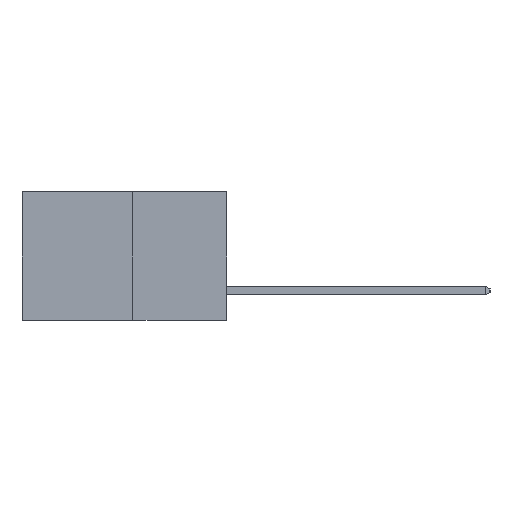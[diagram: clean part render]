
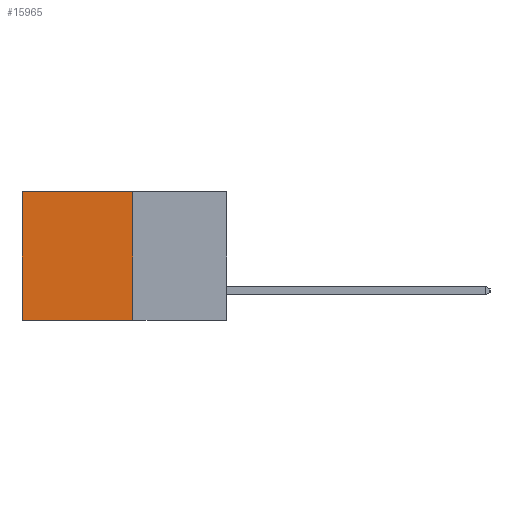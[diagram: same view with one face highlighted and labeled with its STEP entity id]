
A CAD part, left-side view. The second image highlights one B-rep face of the part: STEP entity #15965.
In plain terms, the highlighted planar face has unit normal (-1, 0, 0).
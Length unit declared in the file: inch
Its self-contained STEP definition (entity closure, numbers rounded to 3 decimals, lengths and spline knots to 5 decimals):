
#160 = DIRECTION ( 'NONE',  ( 0., 0., -1. ) ) ;
#523 = EDGE_CURVE ( 'NONE', #18615, #11668, #14811, .T. ) ;
#1111 = EDGE_LOOP ( 'NONE', ( #6325, #8043, #8169, #8332 ) ) ;
#1403 = AXIS2_PLACEMENT_3D ( 'NONE', #20549, #24267, #13121 ) ;
#1911 = CARTESIAN_POINT ( 'NONE',  ( 0.277, 0.27, -0.37 ) ) ;
#2168 = VERTEX_POINT ( 'NONE', #3117 ) ;
#2474 = VERTEX_POINT ( 'NONE', #14319 ) ;
#2642 = VECTOR ( 'NONE', #22345, 39.37008 ) ;
#2828 = CARTESIAN_POINT ( 'NONE',  ( 0.277, 0.27, 0. ) ) ;
#3117 = CARTESIAN_POINT ( 'NONE',  ( 0.277, 0.59, 0. ) ) ;
#6325 = ORIENTED_EDGE ( 'NONE', *, *, #24505, .T. ) ;
#6468 = DIRECTION ( 'NONE',  ( 0., 0., -1. ) ) ;
#8043 = ORIENTED_EDGE ( 'NONE', *, *, #11935, .F. ) ;
#8169 = ORIENTED_EDGE ( 'NONE', *, *, #523, .F. ) ;
#8332 = ORIENTED_EDGE ( 'NONE', *, *, #13993, .T. ) ;
#8404 = LINE ( 'NONE', #20535, #2642 ) ;
#9871 = VECTOR ( 'NONE', #6468, 39.37008 ) ;
#9907 = CARTESIAN_POINT ( 'NONE',  ( 0.277, 0.27, 0. ) ) ;
#11220 = PLANE ( 'NONE',  #1403 ) ;
#11668 = VERTEX_POINT ( 'NONE', #14158 ) ;
#11935 = EDGE_CURVE ( 'NONE', #11668, #2474, #8404, .T. ) ;
#13026 = LINE ( 'NONE', #22992, #17439 ) ;
#13121 = DIRECTION ( 'NONE',  ( 0., 0., -1. ) ) ;
#13993 = EDGE_CURVE ( 'NONE', #18615, #2168, #19789, .T. ) ;
#14158 = CARTESIAN_POINT ( 'NONE',  ( 0.277, 0.27, -0.37 ) ) ;
#14319 = CARTESIAN_POINT ( 'NONE',  ( 0.277, 0.59, -0.37 ) ) ;
#14811 = LINE ( 'NONE', #1911, #9871 ) ;
#15965 = ADVANCED_FACE ( 'NONE', ( #16452 ), #11220, .F. ) ;
#16452 = FACE_OUTER_BOUND ( 'NONE', #1111, .T. ) ;
#17439 = VECTOR ( 'NONE', #160, 39.37008 ) ;
#18615 = VERTEX_POINT ( 'NONE', #2828 ) ;
#19789 = LINE ( 'NONE', #9907, #24141 ) ;
#20535 = CARTESIAN_POINT ( 'NONE',  ( 0.277, 0.27, -0.37 ) ) ;
#20549 = CARTESIAN_POINT ( 'NONE',  ( 0.277, 0.27, -0.37 ) ) ;
#21139 = DIRECTION ( 'NONE',  ( 0., 1., 0. ) ) ;
#22345 = DIRECTION ( 'NONE',  ( 0., 1., 0. ) ) ;
#22992 = CARTESIAN_POINT ( 'NONE',  ( 0.277, 0.59, -0.37 ) ) ;
#24141 = VECTOR ( 'NONE', #21139, 39.37008 ) ;
#24267 = DIRECTION ( 'NONE',  ( 1., 0., 0. ) ) ;
#24505 = EDGE_CURVE ( 'NONE', #2168, #2474, #13026, .T. ) ;
